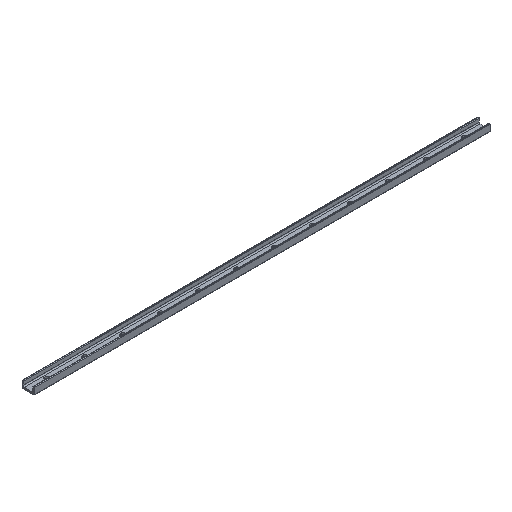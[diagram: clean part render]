
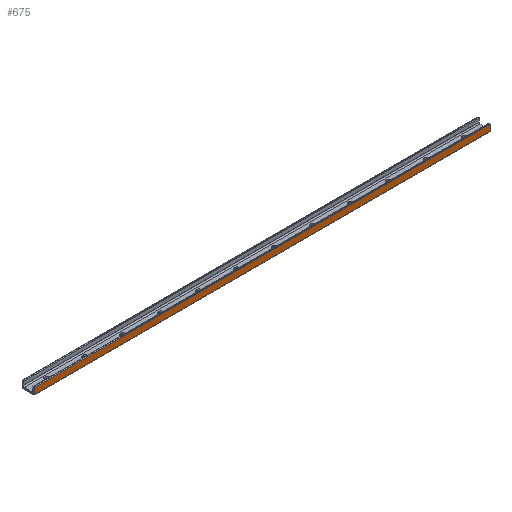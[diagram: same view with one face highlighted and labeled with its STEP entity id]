
A CAD part, isometric view. The second image highlights one B-rep face of the part: STEP entity #675.
In plain terms, the highlighted planar face has unit normal (0, -1, 0).
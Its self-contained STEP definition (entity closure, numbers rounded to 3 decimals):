
#53 = VERTEX_POINT ( 'NONE', #181 ) ;
#66 = CARTESIAN_POINT ( 'NONE',  ( 960., -13.005, 6.514 ) ) ;
#105 = DIRECTION ( 'NONE',  ( 0., 1., 0. ) ) ;
#181 = CARTESIAN_POINT ( 'NONE',  ( 960., -13.005, -6.514 ) ) ;
#191 = VECTOR ( 'NONE', #1907, 1000. ) ;
#285 = AXIS2_PLACEMENT_3D ( 'NONE', #1703, #105, #2119 ) ;
#318 = EDGE_CURVE ( 'NONE', #1751, #2346, #718, .T. ) ;
#507 = VECTOR ( 'NONE', #2587, 1000. ) ;
#610 = CARTESIAN_POINT ( 'NONE',  ( 0., -13.005, 6.514 ) ) ;
#675 = ADVANCED_FACE ( 'NONE', ( #2493 ), #1520, .F. ) ;
#718 = LINE ( 'NONE', #1536, #2365 ) ;
#737 = ORIENTED_EDGE ( 'NONE', *, *, #2382, .T. ) ;
#750 = CARTESIAN_POINT ( 'NONE',  ( 0., -13.005, -6.514 ) ) ;
#788 = CARTESIAN_POINT ( 'NONE',  ( 0., -13.005, 6.514 ) ) ;
#1160 = EDGE_CURVE ( 'NONE', #53, #2480, #1779, .T. ) ;
#1164 = CARTESIAN_POINT ( 'NONE',  ( 1520., -13.005, -6.514 ) ) ;
#1206 = ORIENTED_EDGE ( 'NONE', *, *, #1160, .F. ) ;
#1520 = PLANE ( 'NONE',  #285 ) ;
#1536 = CARTESIAN_POINT ( 'NONE',  ( 1520., -13.005, 6.514 ) ) ;
#1551 = ORIENTED_EDGE ( 'NONE', *, *, #2138, .T. ) ;
#1624 = DIRECTION ( 'NONE',  ( 0., 0., -1. ) ) ;
#1665 = EDGE_LOOP ( 'NONE', ( #737, #1962, #1551, #1206 ) ) ;
#1703 = CARTESIAN_POINT ( 'NONE',  ( 1520., -13.005, 6.514 ) ) ;
#1751 = VERTEX_POINT ( 'NONE', #788 ) ;
#1779 = LINE ( 'NONE', #1164, #507 ) ;
#1890 = CARTESIAN_POINT ( 'NONE',  ( 960., -13.005, 6.514 ) ) ;
#1907 = DIRECTION ( 'NONE',  ( 0., 0., 1. ) ) ;
#1930 = LINE ( 'NONE', #66, #191 ) ;
#1962 = ORIENTED_EDGE ( 'NONE', *, *, #318, .F. ) ;
#2119 = DIRECTION ( 'NONE',  ( 0., 0., 1. ) ) ;
#2138 = EDGE_CURVE ( 'NONE', #1751, #2480, #2248, .T. ) ;
#2248 = LINE ( 'NONE', #610, #2566 ) ;
#2345 = DIRECTION ( 'NONE',  ( 1., 0., 0. ) ) ;
#2346 = VERTEX_POINT ( 'NONE', #1890 ) ;
#2365 = VECTOR ( 'NONE', #2345, 1000. ) ;
#2382 = EDGE_CURVE ( 'NONE', #53, #2346, #1930, .T. ) ;
#2480 = VERTEX_POINT ( 'NONE', #750 ) ;
#2493 = FACE_OUTER_BOUND ( 'NONE', #1665, .T. ) ;
#2566 = VECTOR ( 'NONE', #1624, 1000. ) ;
#2587 = DIRECTION ( 'NONE',  ( -1., 0., 0. ) ) ;
